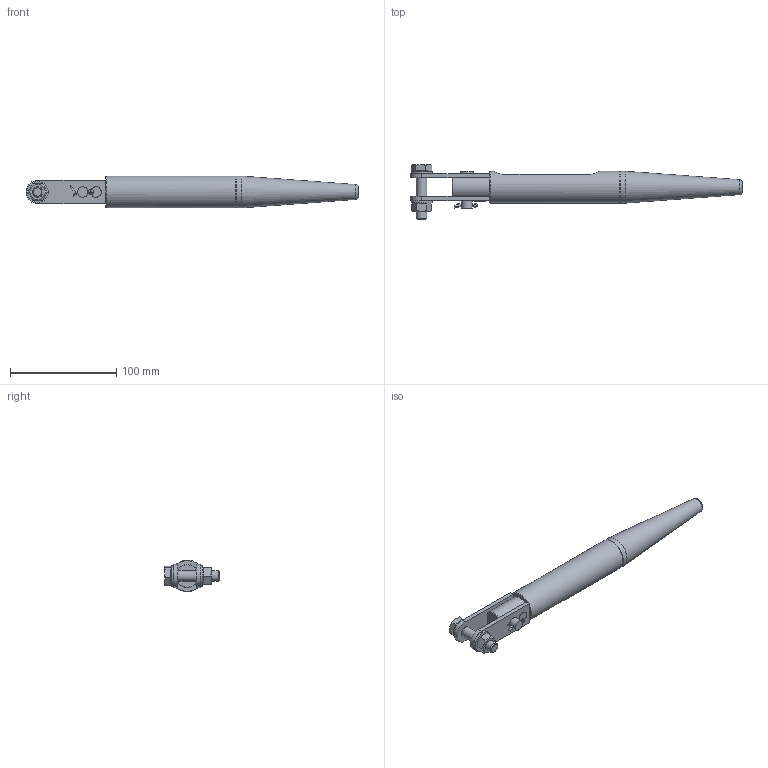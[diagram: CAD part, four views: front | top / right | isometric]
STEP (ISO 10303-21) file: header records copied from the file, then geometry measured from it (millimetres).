
FILE_DESCRIPTION(/* description */ (''),/* implementation_level */ '2;1');
FILE_NAME(/* name */ 'TrustLink Stress Termination Type I-F.stp',/* time_stamp */ '2015-12-08T15:36:23+01:00',/* author */ ('sh'),/* organization */ (''),/* preprocessor_version */ 'ST-DEVELOPER v15.2',/* originating_system */ 'Autodesk Inventor 2014',/* authorisation */ '');
FILE_SCHEMA (('AUTOMOTIVE_DESIGN { 1 0 10303 214 3 1 1 }'));
Length unit declared in the file: millimetre
Products named in the file (1): TrustLink Stress Termination Type I-F
Bounding box: 313 x 51.4 x 30 mm (x, y, z)
Volume: 123519.6 mm3; surface area: 34053.5 mm2
Topology: 1 solids, 1 shells, 117 faces, 268 edges, 161 vertices
Faces by surface type: plane 57, cylinder 33, torus 14, cone 9, sphere 2, bspline 2
Full cylindrical faces by diameter (mm): 10 x5, 12.5 x1, 15.6 x1, 20 x2, 30 x2
Entity records: 3479 total; most frequent: CARTESIAN_POINT 885, DIRECTION 508, ORIENTED_EDGE 482, EDGE_CURVE 241, AXIS2_PLACEMENT_3D 207, VERTEX_POINT 158, EDGE_LOOP 153, ADVANCED_FACE 117
